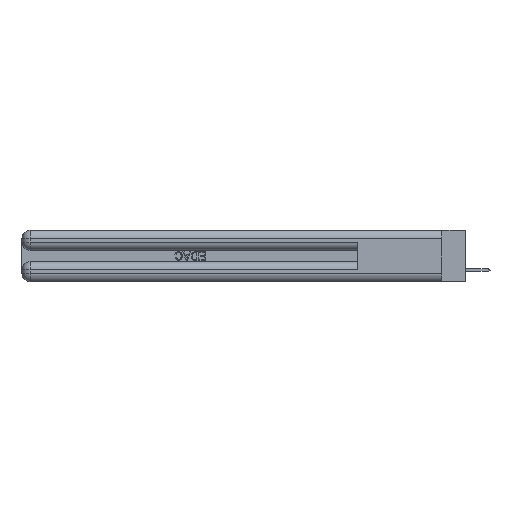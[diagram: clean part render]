
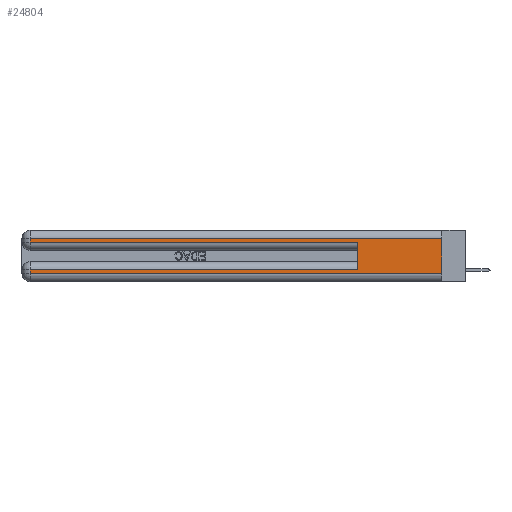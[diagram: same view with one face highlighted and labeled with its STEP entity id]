
A CAD part, left-side view. The second image highlights one B-rep face of the part: STEP entity #24804.
In plain terms, the highlighted planar face has unit normal (-1, 0, 0).
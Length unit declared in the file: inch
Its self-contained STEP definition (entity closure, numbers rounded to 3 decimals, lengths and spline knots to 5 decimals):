
#646 = EDGE_CURVE ( 'NONE', #32716, #31985, #24981, .T. ) ;
#2946 = CARTESIAN_POINT ( 'NONE',  ( 0., 0., 0.06 ) ) ;
#3818 = EDGE_CURVE ( 'NONE', #32085, #21710, #48531, .T. ) ;
#7145 = VECTOR ( 'NONE', #52661, 39.37008 ) ;
#8534 = AXIS2_PLACEMENT_3D ( 'NONE', #35974, #11039, #40273 ) ;
#8647 = ORIENTED_EDGE ( 'NONE', *, *, #3818, .T. ) ;
#8821 = CARTESIAN_POINT ( 'NONE',  ( 0., 2.94, 0.06 ) ) ;
#9124 = ORIENTED_EDGE ( 'NONE', *, *, #646, .T. ) ;
#9914 = VECTOR ( 'NONE', #23615, 39.37008 ) ;
#11039 = DIRECTION ( 'NONE',  ( 1., 0., 0. ) ) ;
#11607 = LINE ( 'NONE', #25195, #44981 ) ;
#12566 = VERTEX_POINT ( 'NONE', #14520 ) ;
#12667 = CARTESIAN_POINT ( 'NONE',  ( 0., 0., 0.31 ) ) ;
#14282 = DIRECTION ( 'NONE',  ( 0., 0., 1. ) ) ;
#14520 = CARTESIAN_POINT ( 'NONE',  ( 0., 0.6, 0.085 ) ) ;
#15010 = ORIENTED_EDGE ( 'NONE', *, *, #46419, .F. ) ;
#15849 = ORIENTED_EDGE ( 'NONE', *, *, #26391, .T. ) ;
#15882 = CARTESIAN_POINT ( 'NONE',  ( 0., 0., 0.285 ) ) ;
#15910 = CARTESIAN_POINT ( 'NONE',  ( 0., 2.94, 0.31 ) ) ;
#16130 = VECTOR ( 'NONE', #14282, 39.37008 ) ;
#16348 = CARTESIAN_POINT ( 'NONE',  ( 0., 2.94, 0.37 ) ) ;
#17114 = EDGE_LOOP ( 'NONE', ( #15010, #22357, #15849, #8647, #32034, #46933, #9124, #46273 ) ) ;
#17629 = CARTESIAN_POINT ( 'NONE',  ( 0., 0.6, 0.145 ) ) ;
#18011 = VECTOR ( 'NONE', #46796, 39.37008 ) ;
#19034 = VERTEX_POINT ( 'NONE', #2946 ) ;
#19611 = CARTESIAN_POINT ( 'NONE',  ( 0., 0., 0.37 ) ) ;
#20129 = CARTESIAN_POINT ( 'NONE',  ( 0., 0., 0.06 ) ) ;
#21710 = VERTEX_POINT ( 'NONE', #30626 ) ;
#22357 = ORIENTED_EDGE ( 'NONE', *, *, #27373, .T. ) ;
#23615 = DIRECTION ( 'NONE',  ( 0., -1., 0. ) ) ;
#24232 = LINE ( 'NONE', #29699, #41491 ) ;
#24804 = ADVANCED_FACE ( 'NONE', ( #51582 ), #35599, .F. ) ;
#24981 = LINE ( 'NONE', #16348, #39772 ) ;
#25195 = CARTESIAN_POINT ( 'NONE',  ( 0., 0., 0.31 ) ) ;
#26336 = LINE ( 'NONE', #19611, #46835 ) ;
#26391 = EDGE_CURVE ( 'NONE', #49238, #32085, #32868, .T. ) ;
#27373 = EDGE_CURVE ( 'NONE', #45951, #49238, #11607, .T. ) ;
#29018 = DIRECTION ( 'NONE',  ( 0., 1., 0. ) ) ;
#29699 = CARTESIAN_POINT ( 'NONE',  ( 0., 0., 0.085 ) ) ;
#30626 = CARTESIAN_POINT ( 'NONE',  ( 0., 0.6, 0.285 ) ) ;
#31985 = VERTEX_POINT ( 'NONE', #8821 ) ;
#32034 = ORIENTED_EDGE ( 'NONE', *, *, #50713, .F. ) ;
#32085 = VERTEX_POINT ( 'NONE', #47012 ) ;
#32716 = VERTEX_POINT ( 'NONE', #34100 ) ;
#32868 = LINE ( 'NONE', #51056, #18011 ) ;
#33424 = LINE ( 'NONE', #17629, #16130 ) ;
#34100 = CARTESIAN_POINT ( 'NONE',  ( 0., 2.94, 0.085 ) ) ;
#35599 = PLANE ( 'NONE',  #8534 ) ;
#35974 = CARTESIAN_POINT ( 'NONE',  ( 0., 0., 0.37 ) ) ;
#36008 = LINE ( 'NONE', #20129, #7145 ) ;
#36717 = EDGE_CURVE ( 'NONE', #12566, #32716, #24232, .T. ) ;
#39772 = VECTOR ( 'NONE', #46594, 39.37008 ) ;
#40273 = DIRECTION ( 'NONE',  ( 0., 0., -1. ) ) ;
#41491 = VECTOR ( 'NONE', #29018, 39.37008 ) ;
#43094 = DIRECTION ( 'NONE',  ( 0., 1., 0. ) ) ;
#44981 = VECTOR ( 'NONE', #43094, 39.37008 ) ;
#45951 = VERTEX_POINT ( 'NONE', #12667 ) ;
#46273 = ORIENTED_EDGE ( 'NONE', *, *, #46494, .T. ) ;
#46419 = EDGE_CURVE ( 'NONE', #45951, #19034, #26336, .T. ) ;
#46494 = EDGE_CURVE ( 'NONE', #31985, #19034, #36008, .T. ) ;
#46594 = DIRECTION ( 'NONE',  ( 0., 0., -1. ) ) ;
#46796 = DIRECTION ( 'NONE',  ( 0., 0., -1. ) ) ;
#46835 = VECTOR ( 'NONE', #48168, 39.37008 ) ;
#46933 = ORIENTED_EDGE ( 'NONE', *, *, #36717, .T. ) ;
#47012 = CARTESIAN_POINT ( 'NONE',  ( 0., 2.94, 0.285 ) ) ;
#48168 = DIRECTION ( 'NONE',  ( 0., 0., -1. ) ) ;
#48531 = LINE ( 'NONE', #15882, #9914 ) ;
#49238 = VERTEX_POINT ( 'NONE', #15910 ) ;
#50713 = EDGE_CURVE ( 'NONE', #12566, #21710, #33424, .T. ) ;
#51056 = CARTESIAN_POINT ( 'NONE',  ( 0., 2.94, 0.37 ) ) ;
#51582 = FACE_OUTER_BOUND ( 'NONE', #17114, .T. ) ;
#52661 = DIRECTION ( 'NONE',  ( 0., -1., 0. ) ) ;
